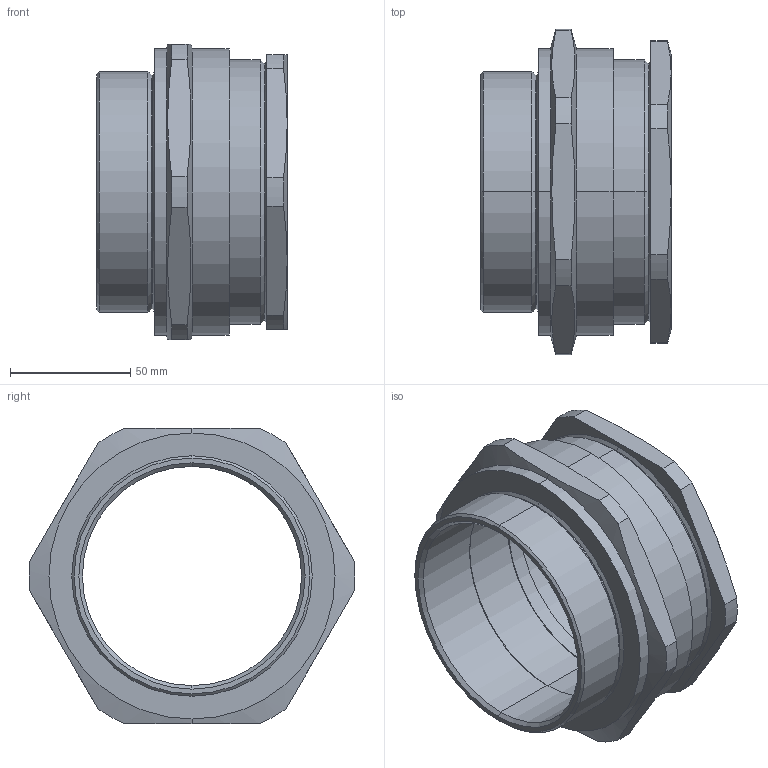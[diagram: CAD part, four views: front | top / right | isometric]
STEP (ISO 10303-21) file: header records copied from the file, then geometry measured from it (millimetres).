
FILE_DESCRIPTION (( 'STEP AP203' ), '1' );
FILE_NAME ('100 A2F M100.STEP', '2015-11-05T14:06:52', ( '' ), ( '' ), 'SwSTEP 2.0', 'SolidWorks 2014', '' );
FILE_SCHEMA (( 'CONFIG_CONTROL_DESIGN' ));
Length unit declared in the file: millimetre
Products named in the file (1): 100 A2F M100
Bounding box: 79.17 x 135.23 x 123 mm (x, y, z)
Surface area: 73644.2 mm2 (no closed solid volume)
Topology: 0 solids, 4 shells, 78 faces, 188 edges, 118 vertices
Faces by surface type: cylinder 30, cone 26, plane 20, torus 2
Entity records: 2464 total; most frequent: CARTESIAN_POINT 549, DIRECTION 410, ORIENTED_EDGE 360, EDGE_CURVE 188, AXIS2_PLACEMENT_3D 171, VERTEX_POINT 118, CIRCLE 92, EDGE_LOOP 86
